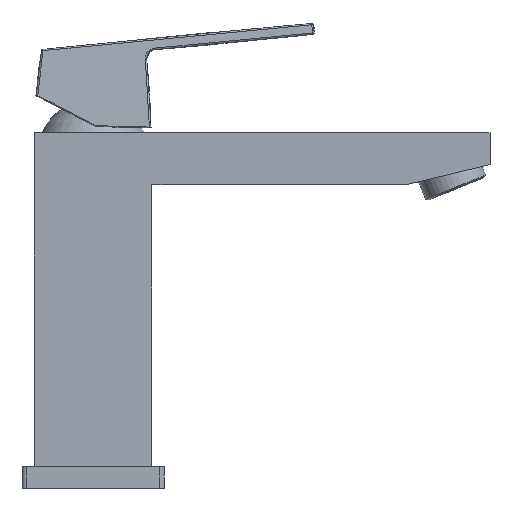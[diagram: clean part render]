
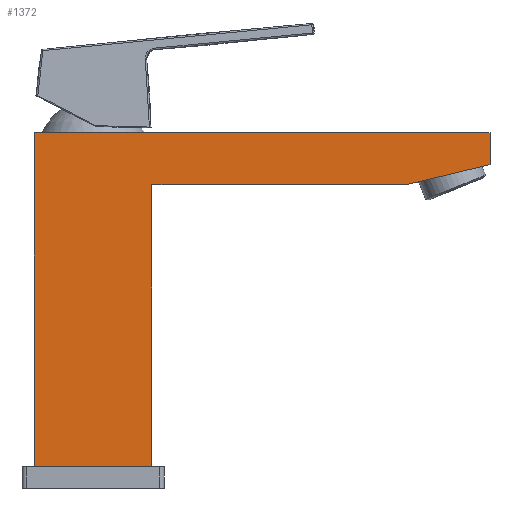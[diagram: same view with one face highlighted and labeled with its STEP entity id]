
A CAD part, front view. The second image highlights one B-rep face of the part: STEP entity #1372.
In plain terms, the highlighted planar face has unit normal (0, -1, 0).
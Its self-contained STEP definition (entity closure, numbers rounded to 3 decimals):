
#246=PLANE('',#1522);
#275=LINE('',#1926,#333);
#281=LINE('',#1939,#339);
#282=LINE('',#1941,#340);
#289=LINE('',#1954,#347);
#290=LINE('',#1956,#348);
#291=LINE('',#1957,#349);
#292=LINE('',#1959,#350);
#333=VECTOR('',#1671,1000.);
#339=VECTOR('',#1679,1000.);
#340=VECTOR('',#1682,1000.);
#347=VECTOR('',#1693,1000.);
#348=VECTOR('',#1694,1000.);
#349=VECTOR('',#1695,1000.);
#350=VECTOR('',#1696,1000.);
#449=ORIENTED_EDGE('',*,*,#811,.T.);
#450=ORIENTED_EDGE('',*,*,#804,.F.);
#451=ORIENTED_EDGE('',*,*,#803,.T.);
#452=ORIENTED_EDGE('',*,*,#812,.F.);
#453=ORIENTED_EDGE('',*,*,#797,.F.);
#454=ORIENTED_EDGE('',*,*,#813,.F.);
#455=ORIENTED_EDGE('',*,*,#814,.T.);
#797=EDGE_CURVE('',#997,#999,#275,.F.);
#803=EDGE_CURVE('',#1002,#1004,#281,.T.);
#804=EDGE_CURVE('',#1002,#1005,#282,.T.);
#811=EDGE_CURVE('',#1009,#1005,#289,.T.);
#812=EDGE_CURVE('',#999,#1004,#290,.T.);
#813=EDGE_CURVE('',#1010,#997,#291,.T.);
#814=EDGE_CURVE('',#1010,#1009,#292,.T.);
#997=VERTEX_POINT('',#1924);
#999=VERTEX_POINT('',#1927);
#1002=VERTEX_POINT('',#1934);
#1004=VERTEX_POINT('',#1938);
#1005=VERTEX_POINT('',#1942);
#1009=VERTEX_POINT('',#1955);
#1010=VERTEX_POINT('',#1958);
#1176=EDGE_LOOP('',(#449,#450,#451,#452,#453,#454,#455));
#1267=FACE_BOUND('',#1176,.T.);
#1372=ADVANCED_FACE('',(#1267),#246,.T.);
#1522=AXIS2_PLACEMENT_3D('',#1953,#1691,#1692);
#1671=DIRECTION('',(0.,0.,-1.));
#1679=DIRECTION('',(0.,0.,1.));
#1682=DIRECTION('',(-0.972,0.,-0.233));
#1691=DIRECTION('',(0.,-1.,0.));
#1692=DIRECTION('',(0.,0.,1.));
#1693=DIRECTION('',(1.,0.,0.));
#1694=DIRECTION('',(1.,0.,0.));
#1695=DIRECTION('',(-1.,0.,0.));
#1696=DIRECTION('',(0.,0.,1.));
#1924=CARTESIAN_POINT('',(-21.5,-21.5,0.));
#1926=CARTESIAN_POINT('',(-21.5,-21.5,15.));
#1927=CARTESIAN_POINT('',(-21.5,-21.5,122.));
#1934=CARTESIAN_POINT('',(145.,-21.5,110.29));
#1938=CARTESIAN_POINT('',(145.,-21.5,122.));
#1939=CARTESIAN_POINT('',(145.,-21.5,15.));
#1941=CARTESIAN_POINT('',(114.693,-21.5,103.014));
#1942=CARTESIAN_POINT('',(114.635,-21.5,103.));
#1953=CARTESIAN_POINT('',(-21.,-21.5,15.));
#1954=CARTESIAN_POINT('',(-21.,-21.5,103.));
#1955=CARTESIAN_POINT('',(21.5,-21.5,103.));
#1956=CARTESIAN_POINT('',(109.5,-21.5,122.));
#1957=CARTESIAN_POINT('',(-21.,-21.5,0.));
#1958=CARTESIAN_POINT('',(21.5,-21.5,0.));
#1959=CARTESIAN_POINT('',(21.5,-21.5,15.));
